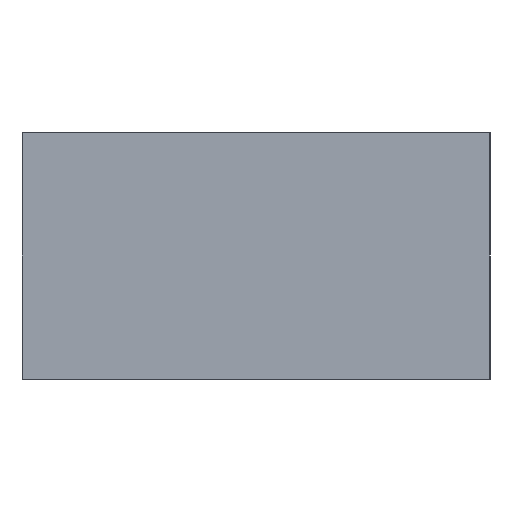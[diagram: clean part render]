
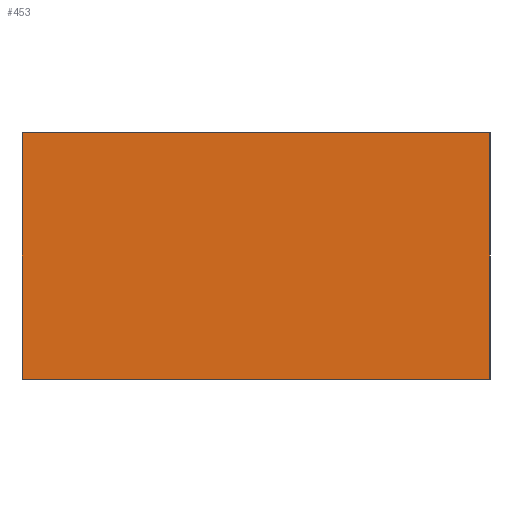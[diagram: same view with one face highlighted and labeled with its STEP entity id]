
A CAD part, left-side view. The second image highlights one B-rep face of the part: STEP entity #453.
In plain terms, the highlighted planar face has unit normal (-1, 0, 0).
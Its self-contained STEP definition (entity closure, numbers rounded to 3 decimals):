
#390=CARTESIAN_POINT('',(-0.875,-0.475,0.5));
#391=VERTEX_POINT('',#390);
#398=CARTESIAN_POINT('',(-0.875,-0.475,0.0));
#399=VERTEX_POINT('',#398);
#400=CARTESIAN_POINT('',(-0.875,-0.475,0.0));
#401=DIRECTION('',(0.0,0.0,1.0));
#402=VECTOR('',#401,0.5);
#403=LINE('',#400,#402);
#404=EDGE_CURVE('',#399,#391,#403,.T.);
#423=CARTESIAN_POINT('',(-0.875,-0.475,0.0));
#424=DIRECTION('',(-1.0,0.0,0.0));
#425=DIRECTION('',(0.0,0.0,1.0));
#426=AXIS2_PLACEMENT_3D('',#423,#424,#425);
#427=PLANE('',#426);
#428=CARTESIAN_POINT('',(-0.875,0.475,0.5));
#429=VERTEX_POINT('',#428);
#430=CARTESIAN_POINT('',(-0.875,-0.475,0.5));
#431=DIRECTION('',(0.0,1.0,0.0));
#432=VECTOR('',#431,0.95);
#433=LINE('',#430,#432);
#434=EDGE_CURVE('',#391,#429,#433,.T.);
#435=ORIENTED_EDGE('',*,*,#434,.T.);
#436=CARTESIAN_POINT('',(-0.875,0.475,0.0));
#437=VERTEX_POINT('',#436);
#438=CARTESIAN_POINT('',(-0.875,0.475,0.0));
#439=DIRECTION('',(0.0,0.0,1.0));
#440=VECTOR('',#439,0.5);
#441=LINE('',#438,#440);
#442=EDGE_CURVE('',#437,#429,#441,.T.);
#443=ORIENTED_EDGE('',*,*,#442,.F.);
#444=CARTESIAN_POINT('',(-0.875,-0.475,0.0));
#445=DIRECTION('',(0.0,1.0,0.0));
#446=VECTOR('',#445,0.95);
#447=LINE('',#444,#446);
#448=EDGE_CURVE('',#399,#437,#447,.T.);
#449=ORIENTED_EDGE('',*,*,#448,.F.);
#450=ORIENTED_EDGE('',*,*,#404,.T.);
#451=EDGE_LOOP('',(#435,#443,#449,#450));
#452=FACE_OUTER_BOUND('',#451,.T.);
#453=ADVANCED_FACE('',(#452),#427,.T.);
